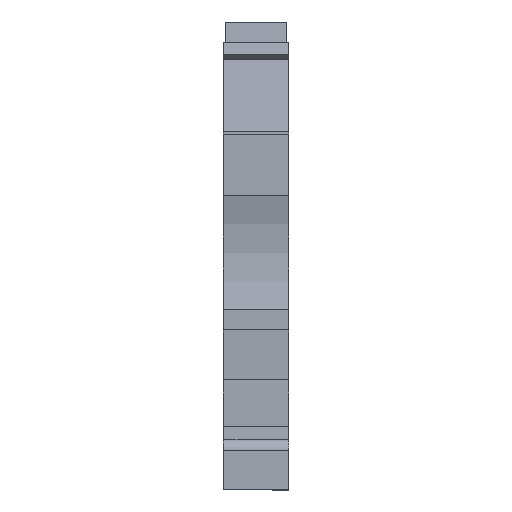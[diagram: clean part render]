
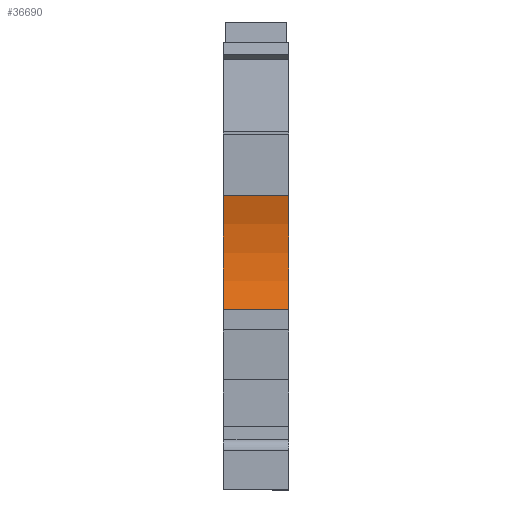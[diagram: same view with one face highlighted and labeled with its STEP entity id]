
A CAD part, front view. The second image highlights one B-rep face of the part: STEP entity #36690.
In plain terms, the highlighted cylindrical face has radius 15 mm (diameter 30 mm), a partial arc.
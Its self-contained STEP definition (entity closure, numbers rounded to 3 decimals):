
#4750=CARTESIAN_POINT('',(-1.878,16.929,
-5.15));
#4760=VERTEX_POINT('',#4750);
#4790=CARTESIAN_POINT('',(-15.532,10.719,
-5.15));
#4800=DIRECTION('',(0.,0.,-1.));
#4810=DIRECTION('',(1.,0.,0.));
#4820=AXIS2_PLACEMENT_3D('',#4790,#4800,#4810);
#4830=CIRCLE('',#4820,15.);
#4840=CARTESIAN_POINT('',(-0.781,7.997,
-5.15));
#4850=VERTEX_POINT('',#4840);
#4860=EDGE_CURVE('',#4760,#4850,#4830,.T.);
#13270=CARTESIAN_POINT('',(-0.781,7.997,
0.));
#13280=VERTEX_POINT('',#13270);
#13310=CARTESIAN_POINT('',(-15.532,10.719,
0.));
#13320=DIRECTION('',(0.,0.,-1.));
#13330=DIRECTION('',(1.,0.,0.));
#13340=AXIS2_PLACEMENT_3D('',#13310,#13320,#13330);
#13350=CIRCLE('',#13340,15.);
#13360=CARTESIAN_POINT('',(-1.878,16.929,
0.));
#13370=VERTEX_POINT('',#13360);
#13380=EDGE_CURVE('',#13370,#13280,#13350,.T.);
#36480=CARTESIAN_POINT('',(-15.532,10.719,
-5.15));
#36490=DIRECTION('',(0.,0.,-1.));
#36500=DIRECTION('',(1.,0.,0.));
#36510=AXIS2_PLACEMENT_3D('',#36480,#36490,#36500);
#36520=CYLINDRICAL_SURFACE('',#36510,15.);
#36530=ORIENTED_EDGE('',*,*,#4860,.T.);
#36540=CARTESIAN_POINT('',(-1.878,16.929,
0.));
#36550=DIRECTION('',(0.,0.,-1.));
#36560=VECTOR('',#36550,1.);
#36570=LINE('',#36540,#36560);
#36580=EDGE_CURVE('',#13370,#4760,#36570,.T.);
#36590=ORIENTED_EDGE('',*,*,#36580,.T.);
#36600=ORIENTED_EDGE('',*,*,#13380,.F.);
#36610=CARTESIAN_POINT('',(-0.781,7.997,
-5.15));
#36620=DIRECTION('',(0.,0.,-1.));
#36630=VECTOR('',#36620,1.);
#36640=LINE('',#36610,#36630);
#36650=EDGE_CURVE('',#13280,#4850,#36640,.T.);
#36660=ORIENTED_EDGE('',*,*,#36650,.F.);
#36670=EDGE_LOOP('',(#36660,#36600,#36590,#36530));
#36680=FACE_OUTER_BOUND('',#36670,.T.);
#36690=ADVANCED_FACE('',(#36680),#36520,.F.);
